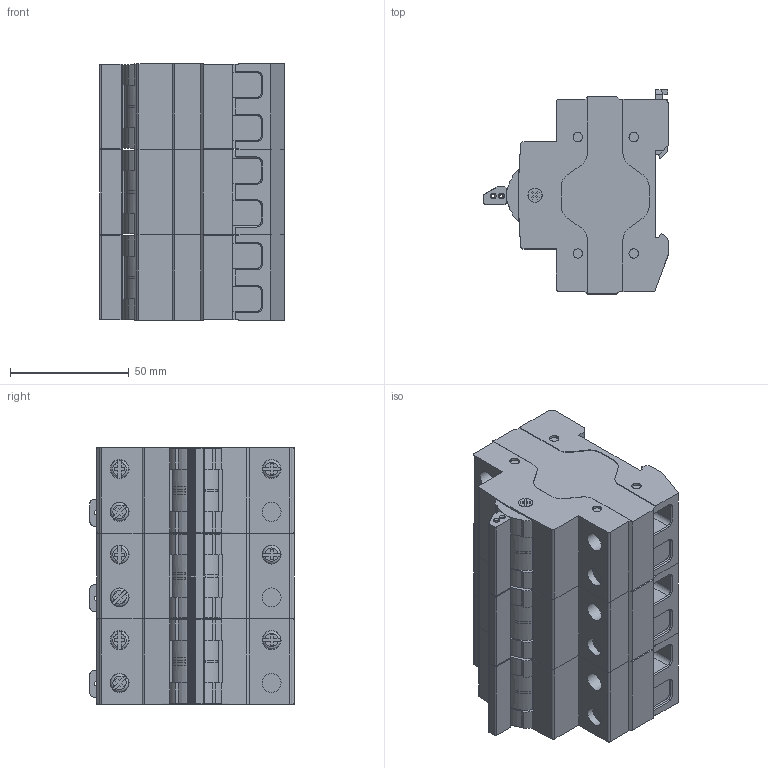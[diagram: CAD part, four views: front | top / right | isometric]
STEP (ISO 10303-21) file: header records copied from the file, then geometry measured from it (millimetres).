
FILE_DESCRIPTION(/* description */ ('Unknown'),/* implementation_level */ '2;1');
FILE_NAME(/* name */ 'SSQ_63-125A_3P',/* time_stamp */ '2022-02-11T14:49:00+01:00',/* author */ ('Unknown'),/* organization */ ('Unknown'),/* preprocessor_version */ 'ST-DEVELOPER v16.7',/* originating_system */ 'Solid Edge',/* authorisation */ 'Unknown');
FILE_SCHEMA (('AUTOMOTIVE_DESIGN {1 0 10303 214 3 1 1}'));
Length unit declared in the file: millimetre
Products named in the file (2): SSQ_63-125A_3P; SSQ_1P_63_125_A
Assembly tree (3 placements, depth 2):
  SSQ_63-125A_3P
    SSQ_1P_63_125_A  x3
Bounding box: 77.55 x 86 x 108 mm (x, y, z)
Volume: 453324.5 mm3; surface area: 75815 mm2
Topology: 6 solids, 18 shells, 1161 faces, 3018 edges, 1968 vertices
Faces by surface type: plane 870, cylinder 237, cone 36, torus 18
Full cylindrical faces by diameter (mm): 1.5 x6, 4 x30, 5.9 x9, 6 x9, 7.6 x9, 8 x12
Entity records: 11629 total; most frequent: CARTESIAN_POINT 2076, ORIENTED_EDGE 1940, DIRECTION 1935, EDGE_CURVE 970, LINE 751, VECTOR 751, VERTEX_POINT 649, AXIS2_PLACEMENT_3D 592
